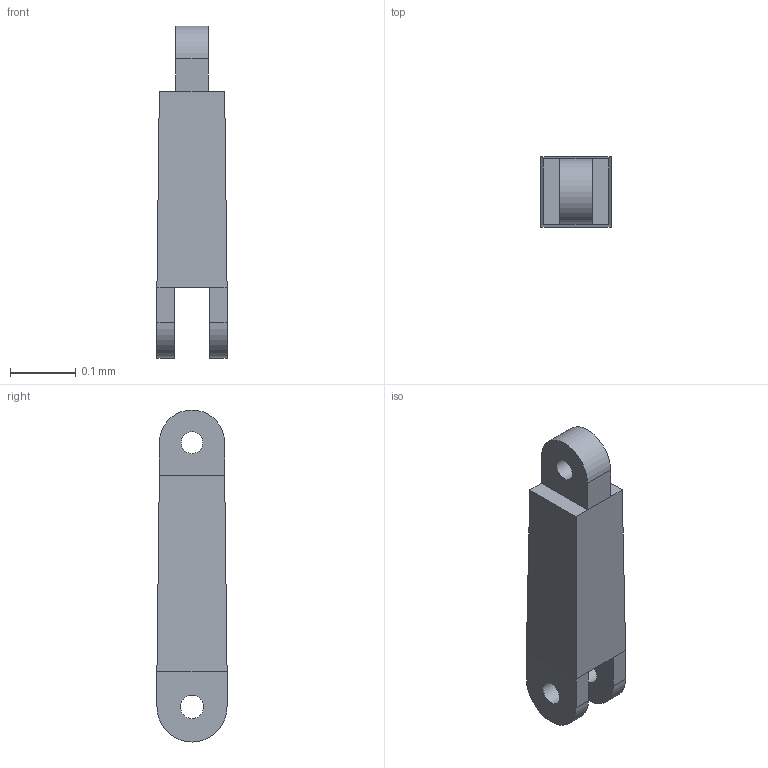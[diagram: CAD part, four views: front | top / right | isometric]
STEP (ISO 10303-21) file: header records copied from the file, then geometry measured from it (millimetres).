
FILE_DESCRIPTION(('Open CASCADE Model'),'2;1');
FILE_NAME('Open CASCADE Shape Model','2025-08-06T02:52:22',('Author'),( 'Open CASCADE'),'Open CASCADE STEP processor 7.7','Open CASCADE 7.7' ,'Unknown');
FILE_SCHEMA(('AUTOMOTIVE_DESIGN { 1 0 10303 214 1 1 1 1 }'));
Length unit declared in the file: millimetre
Products named in the file (1): Open CASCADE STEP translator 7.7 101
Bounding box: 0.11 x 0.11 x 0.51 mm (x, y, z)
Volume: 0 mm3; surface area: 0.2 mm2
Topology: 1 solids, 1 shells, 25 faces, 57 edges, 34 vertices
Faces by surface type: plane 15, cylinder 6, bspline 4
Full cylindrical faces by diameter (mm): 0.033 x1, 0.036 x2
Entity records: 1441 total; most frequent: CARTESIAN_POINT 261, DIRECTION 214, LINE 135, VECTOR 135, ORIENTED_EDGE 114, PCURVE 114, DEFINITIONAL_REPRESENTATION 114, EDGE_CURVE 57
